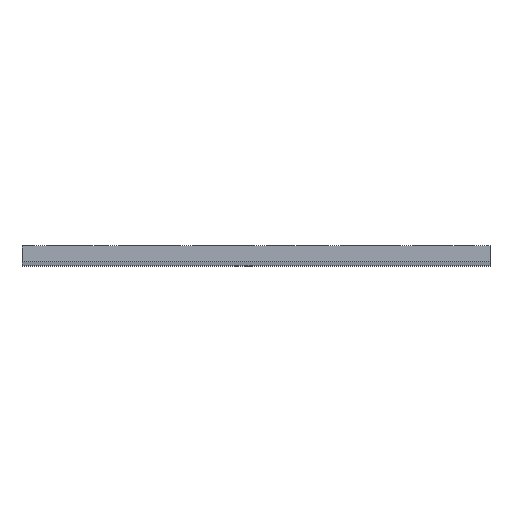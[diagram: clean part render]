
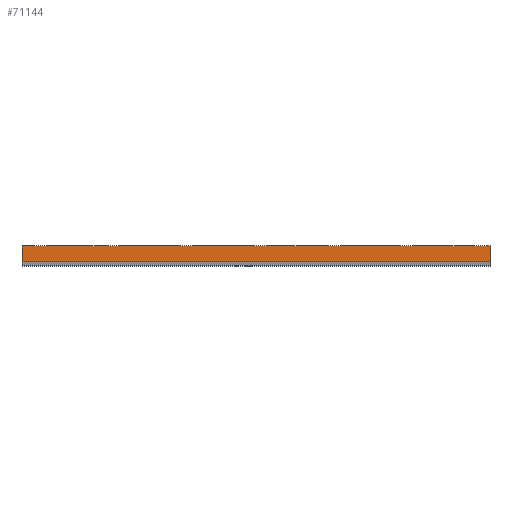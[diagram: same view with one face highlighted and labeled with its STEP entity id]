
A CAD part, top view. The second image highlights one B-rep face of the part: STEP entity #71144.
In plain terms, the highlighted planar face has unit normal (0, 0, 1).
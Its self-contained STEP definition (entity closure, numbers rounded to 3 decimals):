
#69=DIRECTION('',(0.,1.,0.));
#70=VECTOR('',#69,4.);
#71=CARTESIAN_POINT('',(0.,-4.,38.));
#72=LINE('',#71,#70);
#113=DIRECTION('',(0.,1.,0.));
#114=VECTOR('',#113,4.);
#115=CARTESIAN_POINT('',(119.2,-4.,38.));
#116=LINE('',#115,#114);
#323=DIRECTION('',(1.,0.,0.));
#324=VECTOR('',#323,119.2);
#325=CARTESIAN_POINT('',(0.,0.,38.));
#326=LINE('',#325,#324);
#25637=DIRECTION('',(-1.,0.,0.));
#25638=VECTOR('',#25637,119.2);
#25639=CARTESIAN_POINT('',(119.2,-4.,38.));
#25640=LINE('',#25639,#25638);
#27555=CARTESIAN_POINT('',(0.,0.,38.));
#27557=VERTEX_POINT('',#27555);
#27583=CARTESIAN_POINT('',(119.2,0.,38.));
#27585=VERTEX_POINT('',#27583);
#27889=CARTESIAN_POINT('',(119.2,-4.,38.));
#27890=CARTESIAN_POINT('',(0.,-4.,38.));
#27891=VERTEX_POINT('',#27889);
#27892=VERTEX_POINT('',#27890);
#71133=CARTESIAN_POINT('',(0.,-5.,38.));
#71134=DIRECTION('',(0.,0.,1.));
#71135=DIRECTION('',(0.,1.,0.));
#71136=AXIS2_PLACEMENT_3D('',#71133,#71134,#71135);
#71137=PLANE('',#71136);
#71138=ORIENTED_EDGE('',*,*,#71128,.T.);
#71139=ORIENTED_EDGE('',*,*,#35524,.T.);
#71140=ORIENTED_EDGE('',*,*,#35822,.T.);
#71141=ORIENTED_EDGE('',*,*,#35576,.F.);
#71142=EDGE_LOOP('',(#71138,#71139,#71140,#71141));
#71143=FACE_OUTER_BOUND('',#71142,.F.);
#71144=ADVANCED_FACE('',(#71143),#71137,.T.);
#35524=EDGE_CURVE('',#27892,#27557,#72,.T.);
#35576=EDGE_CURVE('',#27891,#27585,#116,.T.);
#35822=EDGE_CURVE('',#27557,#27585,#326,.T.);
#71128=EDGE_CURVE('',#27891,#27892,#25640,.T.);
